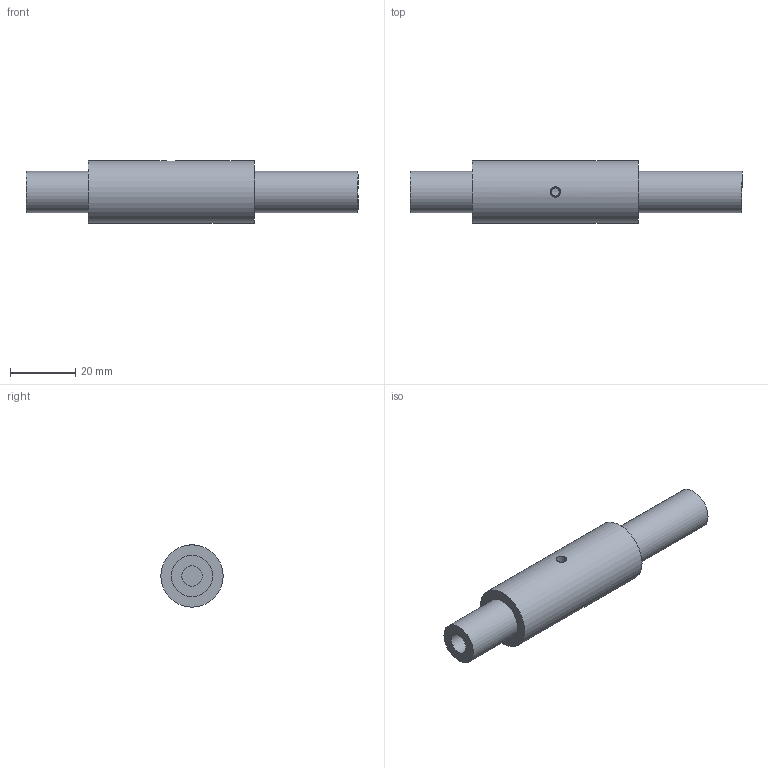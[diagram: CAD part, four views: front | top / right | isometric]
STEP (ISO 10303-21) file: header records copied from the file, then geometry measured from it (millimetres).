
FILE_DESCRIPTION(/* description */ (''),/* implementation_level */ '2;1');
FILE_NAME(/* name */ 'Spin Coater Spindle v6.step',/* time_stamp */ '2016-06-01T11:21:25-07:00',/* author */ (''),/* organization */ (''),/* preprocessor_version */ 'ST-DEVELOPER v16.5',/* originating_system */ 'Autodesk Translation Framework v5.0.0.3310',/* authorisation */ '');
FILE_SCHEMA (('AUTOMOTIVE_DESIGN { 1 0 10303 214 3 1 1 }'));
Length unit declared in the file: centimetre
Products named in the file (3): Spin Coater Spindle v6; Component2; Component3
Assembly tree (2 placements, depth 2):
  Spin Coater Spindle v6
    Component2
    Component3
Bounding box: 101.6 x 19.05 x 19.05 mm (x, y, z)
Volume: 18830.9 mm3; surface area: 10972.3 mm2
Topology: 2 solids, 2 shells, 24 faces, 50 edges, 33 vertices
Faces by surface type: cylinder 15, plane 9
Full cylindrical faces by diameter (mm): 2.54 x6, 3.175 x1, 6.35 x1, 9.525 x2, 12.7 x4, 19.05 x1
Entity records: 1068 total; most frequent: CARTESIAN_POINT 555, DIRECTION 90, ORIENTED_EDGE 62, EDGE_LOOP 60, AXIS2_PLACEMENT_3D 45, FACE_BOUND 36, VERTEX_POINT 31, EDGE_CURVE 31
